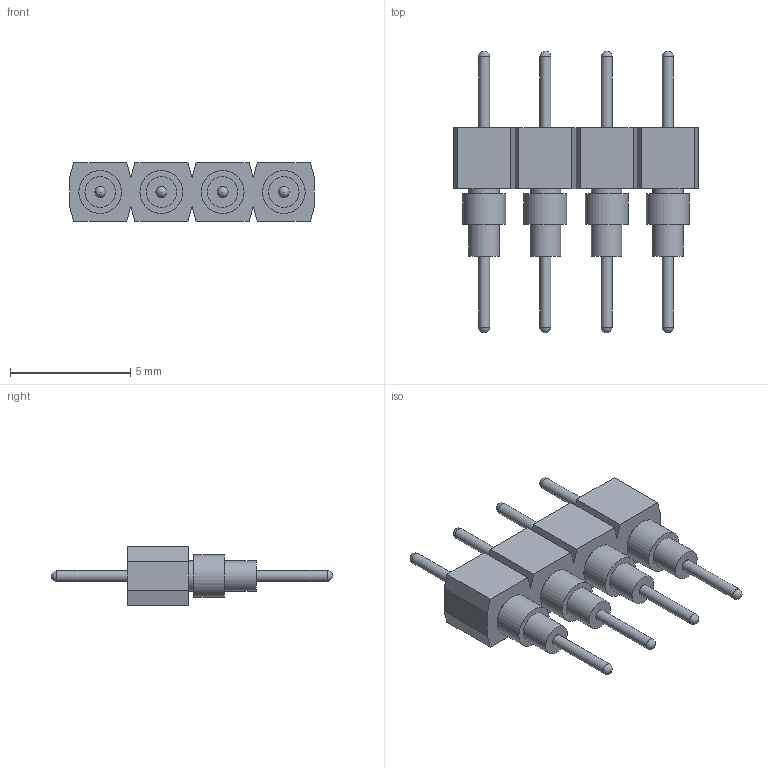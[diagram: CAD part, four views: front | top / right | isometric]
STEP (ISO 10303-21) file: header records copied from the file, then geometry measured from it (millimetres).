
FILE_DESCRIPTION( ( 'STEP AP214' ), ' ' );
FILE_NAME( 'BBS-104-G-A.stp', '2015-07-21T23:24:22', ( '' ), ( '' ), ' ', 'PARTsolutions', ' ' );
FILE_SCHEMA( ( 'AUTOMOTIVE_DESIGN { 1 0 10303 214 1 1 1 1 }' ) );
Length unit declared in the file: inch
Products named in the file (3): BBS-104-G-A; _BBS-104-G-A_socket; _BBS-104-G-A_pins
Assembly tree (5 placements, depth 2):
  BBS-104-G-A
    _BBS-104-G-A_socket
    _BBS-104-G-A_pins  x4
Bounding box: 10.16 x 11.68 x 2.44 mm (x, y, z)
Volume: 84.8 mm3; surface area: 303.1 mm2
Topology: 5 solids, 5 shells, 76 faces, 178 edges, 120 vertices
Faces by surface type: plane 44, cylinder 24, sphere 8
Full cylindrical faces by diameter (mm): 0.457 x8, 1.27 x12, 1.778 x4
Entity records: 1658 total; most frequent: CARTESIAN_POINT 217, DIRECTION 212, ORIENTED_EDGE 192, EDGE_CURVE 96, LINE 78, VECTOR 78, VERTEX_POINT 72, AXIS2_PLACEMENT_3D 67
